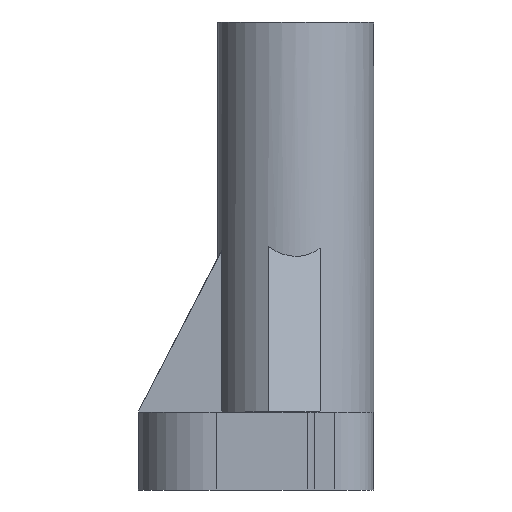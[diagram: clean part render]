
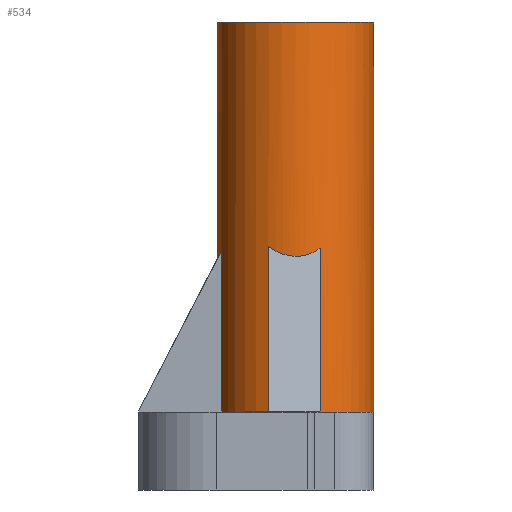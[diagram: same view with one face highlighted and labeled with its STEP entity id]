
A CAD part, left-side view. The second image highlights one B-rep face of the part: STEP entity #534.
In plain terms, the highlighted cylindrical face has radius 3.006 mm (diameter 6.011 mm), a full revolution.
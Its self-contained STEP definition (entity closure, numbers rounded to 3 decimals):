
#15=CYLINDRICAL_SURFACE('',#586,3.006);
#30=CIRCLE('',#578,3.006);
#34=CIRCLE('',#582,3.006);
#37=CIRCLE('',#587,3.006);
#38=CIRCLE('',#589,3.006);
#39=CIRCLE('',#591,3.006);
#53=ELLIPSE('',#576,6.721,3.006);
#54=ELLIPSE('',#588,6.721,3.006);
#55=ELLIPSE('',#590,6.548,3.006);
#56=ELLIPSE('',#592,6.721,3.006);
#62=FACE_OUTER_BOUND('',#93,.T.);
#93=EDGE_LOOP('',(#378,#379,#380,#381,#382,#383,#384,#385,#386,#387,#388,
#389,#390,#391,#392,#393,#394));
#122=LINE('',#801,#173);
#125=LINE('',#808,#176);
#134=LINE('',#844,#185);
#135=LINE('',#848,#186);
#136=LINE('',#852,#187);
#137=LINE('',#855,#188);
#138=LINE('',#859,#189);
#173=VECTOR('',#634,10.);
#176=VECTOR('',#639,10.);
#185=VECTOR('',#674,3.006);
#186=VECTOR('',#677,10.);
#187=VECTOR('',#680,10.);
#188=VECTOR('',#683,10.);
#189=VECTOR('',#686,10.);
#224=VERTEX_POINT('',#799);
#225=VERTEX_POINT('',#800);
#227=VERTEX_POINT('',#806);
#228=VERTEX_POINT('',#807);
#230=VERTEX_POINT('',#816);
#238=VERTEX_POINT('',#832);
#241=VERTEX_POINT('',#841);
#242=VERTEX_POINT('',#843);
#243=VERTEX_POINT('',#845);
#244=VERTEX_POINT('',#847);
#245=VERTEX_POINT('',#849);
#246=VERTEX_POINT('',#851);
#247=VERTEX_POINT('',#853);
#248=VERTEX_POINT('',#856);
#249=VERTEX_POINT('',#858);
#275=EDGE_CURVE('',#224,#225,#122,.T.);
#278=EDGE_CURVE('',#227,#228,#125,.T.);
#281=EDGE_CURVE('',#225,#227,#53,.T.);
#283=EDGE_CURVE('',#224,#230,#30,.T.);
#292=EDGE_CURVE('',#238,#228,#34,.T.);
#295=EDGE_CURVE('',#241,#241,#37,.T.);
#296=EDGE_CURVE('',#241,#242,#134,.T.);
#297=EDGE_CURVE('',#242,#243,#54,.T.);
#298=EDGE_CURVE('',#243,#244,#135,.T.);
#299=EDGE_CURVE('',#245,#244,#38,.T.);
#300=EDGE_CURVE('',#245,#246,#136,.T.);
#301=EDGE_CURVE('',#246,#247,#55,.T.);
#302=EDGE_CURVE('',#247,#230,#137,.T.);
#303=EDGE_CURVE('',#248,#238,#39,.T.);
#304=EDGE_CURVE('',#248,#249,#138,.T.);
#305=EDGE_CURVE('',#249,#242,#56,.T.);
#378=ORIENTED_EDGE('',*,*,#295,.F.);
#379=ORIENTED_EDGE('',*,*,#296,.T.);
#380=ORIENTED_EDGE('',*,*,#297,.T.);
#381=ORIENTED_EDGE('',*,*,#298,.T.);
#382=ORIENTED_EDGE('',*,*,#299,.F.);
#383=ORIENTED_EDGE('',*,*,#300,.T.);
#384=ORIENTED_EDGE('',*,*,#301,.T.);
#385=ORIENTED_EDGE('',*,*,#302,.T.);
#386=ORIENTED_EDGE('',*,*,#283,.F.);
#387=ORIENTED_EDGE('',*,*,#275,.T.);
#388=ORIENTED_EDGE('',*,*,#281,.T.);
#389=ORIENTED_EDGE('',*,*,#278,.T.);
#390=ORIENTED_EDGE('',*,*,#292,.F.);
#391=ORIENTED_EDGE('',*,*,#303,.F.);
#392=ORIENTED_EDGE('',*,*,#304,.T.);
#393=ORIENTED_EDGE('',*,*,#305,.T.);
#394=ORIENTED_EDGE('',*,*,#296,.F.);
#534=ADVANCED_FACE('',(#62),#15,.T.);
#576=AXIS2_PLACEMENT_3D('',#813,#644,#645);
#578=AXIS2_PLACEMENT_3D('',#817,#649,#650);
#582=AXIS2_PLACEMENT_3D('',#834,#662,#663);
#586=AXIS2_PLACEMENT_3D('',#840,#670,#671);
#587=AXIS2_PLACEMENT_3D('',#842,#672,#673);
#588=AXIS2_PLACEMENT_3D('',#846,#675,#676);
#589=AXIS2_PLACEMENT_3D('',#850,#678,#679);
#590=AXIS2_PLACEMENT_3D('',#854,#681,#682);
#591=AXIS2_PLACEMENT_3D('',#857,#684,#685);
#592=AXIS2_PLACEMENT_3D('',#860,#687,#688);
#634=DIRECTION('',(0.,0.,1.));
#639=DIRECTION('',(0.,0.,-1.));
#644=DIRECTION('center_axis',(-0.894,0.,0.447));
#645=DIRECTION('ref_axis',(-0.447,0.,-0.894));
#649=DIRECTION('center_axis',(0.,0.,
-1.));
#650=DIRECTION('ref_axis',(-1.,0.,0.));
#662=DIRECTION('center_axis',(0.,0.,
-1.));
#663=DIRECTION('ref_axis',(-1.,0.,0.));
#670=DIRECTION('center_axis',(0.,0.,1.));
#671=DIRECTION('ref_axis',(-1.,0.,0.));
#672=DIRECTION('center_axis',(0.,0.,1.));
#673=DIRECTION('ref_axis',(-1.,0.,0.));
#674=DIRECTION('',(0.,0.,-1.));
#675=DIRECTION('center_axis',(0.894,0.,0.447));
#676=DIRECTION('ref_axis',(-0.447,0.,0.894));
#677=DIRECTION('',(0.,0.,-1.));
#678=DIRECTION('center_axis',(0.,0.,
-1.));
#679=DIRECTION('ref_axis',(-1.,0.,0.));
#680=DIRECTION('',(0.,0.,1.));
#681=DIRECTION('center_axis',(0.,0.888,0.459));
#682=DIRECTION('ref_axis',(0.,-0.459,0.888));
#683=DIRECTION('',(0.,0.,-1.));
#684=DIRECTION('center_axis',(0.,0.,
-1.));
#685=DIRECTION('ref_axis',(-1.,0.,0.));
#686=DIRECTION('',(0.,0.,1.));
#687=DIRECTION('center_axis',(0.894,0.,0.447));
#688=DIRECTION('ref_axis',(-0.447,0.,0.894));
#799=CARTESIAN_POINT('',(-2.816,-11.9,7.));
#800=CARTESIAN_POINT('',(-2.816,-11.9,13.367));
#801=CARTESIAN_POINT('',(-2.816,-11.9,7.));
#806=CARTESIAN_POINT('',(-2.852,-13.9,13.297));
#807=CARTESIAN_POINT('',(-2.852,-13.9,7.));
#808=CARTESIAN_POINT('',(-2.852,-13.9,7.));
#813=CARTESIAN_POINT('Origin',(0.,-12.95,19.));
#816=CARTESIAN_POINT('',(-1.,-10.116,7.));
#817=CARTESIAN_POINT('Origin',(0.,-12.95,7.));
#832=CARTESIAN_POINT('',(0.,-15.956,7.));
#834=CARTESIAN_POINT('Origin',(0.,-12.95,7.));
#840=CARTESIAN_POINT('Origin',(0.,-12.95,7.));
#841=CARTESIAN_POINT('',(3.006,-12.95,22.));
#842=CARTESIAN_POINT('Origin',(0.,-12.95,22.));
#843=CARTESIAN_POINT('',(3.006,-12.95,12.989));
#844=CARTESIAN_POINT('',(3.006,-12.95,7.));
#845=CARTESIAN_POINT('',(2.816,-11.9,13.367));
#846=CARTESIAN_POINT('Origin',(0.,-12.95,19.));
#847=CARTESIAN_POINT('',(2.816,-11.9,7.));
#848=CARTESIAN_POINT('',(2.816,-11.9,7.));
#849=CARTESIAN_POINT('',(1.,-10.116,7.));
#850=CARTESIAN_POINT('Origin',(0.,-12.95,7.));
#851=CARTESIAN_POINT('',(1.,-10.116,13.224));
#852=CARTESIAN_POINT('',(1.,-10.116,7.));
#853=CARTESIAN_POINT('',(-1.,-10.116,13.224));
#854=CARTESIAN_POINT('Origin',(0.,-12.95,18.71));
#855=CARTESIAN_POINT('',(-1.,-10.116,7.));
#856=CARTESIAN_POINT('',(2.852,-13.9,7.));
#857=CARTESIAN_POINT('Origin',(0.,-12.95,7.));
#858=CARTESIAN_POINT('',(2.852,-13.9,13.297));
#859=CARTESIAN_POINT('',(2.852,-13.9,7.));
#860=CARTESIAN_POINT('Origin',(0.,-12.95,19.));
